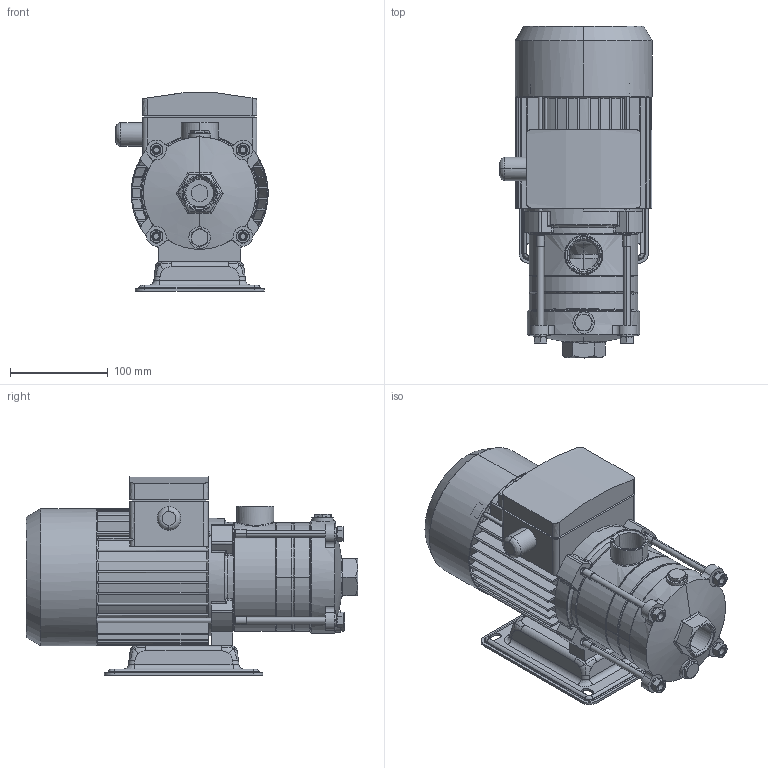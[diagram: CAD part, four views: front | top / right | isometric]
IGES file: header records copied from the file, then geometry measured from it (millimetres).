
Global section: file name: 015P2353 (RMHI 2-3R); native system: AutoCAD 2019 — Русский (Russian),62HAutod; preprocessor: esk Translation Framework DWG producer (atf_dwg_producer); organization: unknown; date: 20240415.154020; units: millimetre
Bounding box: 155.4 x 339 x 202.35 mm (x, y, z)
Volume: 2557561.9 mm3; surface area: 546534 mm2
Topology: 29 solids, 29 shells, 1371 faces, 3844 edges, 2611 vertices
Faces by surface type: bspline 1327, revolution 44
